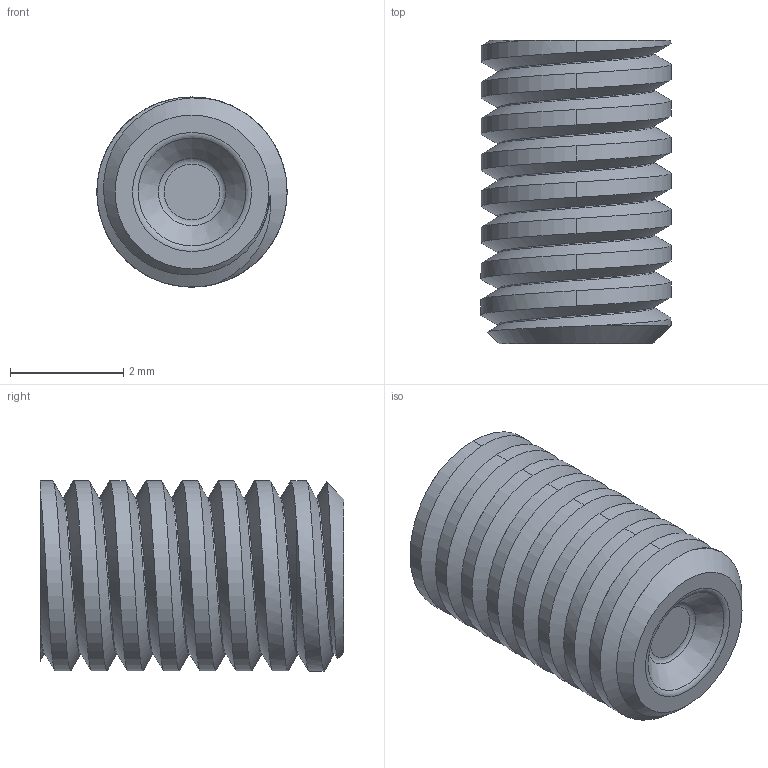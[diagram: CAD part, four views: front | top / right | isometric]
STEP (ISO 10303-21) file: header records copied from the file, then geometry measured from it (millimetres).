
FILE_DESCRIPTION(/* description */ (''),/* implementation_level */ '2;1');
FILE_NAME(/* name */ 'setscrew M5_v3.step',/* time_stamp */ '2025-03-29T15:18:23+01:00',/* author */ (''),/* organization */ (''),/* preprocessor_version */ 'ST-DEVELOPER v20.1',/* originating_system */ 'Autodesk Translation Framework v14.4.0.0',/* authorisation */ '');
FILE_SCHEMA (('AUTOMOTIVE_DESIGN { 1 0 10303 214 3 1 1 }'));
Length unit declared in the file: millimetre
Products named in the file (2): setscrew M5; Component3
Assembly tree (1 placements, depth 2):
  setscrew M5
    Component3
Bounding box: 3.36 x 5.36 x 3.36 mm (x, y, z)
Volume: 33.5 mm3; surface area: 109.9 mm2
Topology: 1 solids, 1 shells, 47 faces, 114 edges, 71 vertices
Faces by surface type: cylinder 21, plane 10, torus 8, bspline 6, cone 2
Full cylindrical faces by diameter (mm): 3.36 x7
Entity records: 5312 total; most frequent: CARTESIAN_POINT 4231, ORIENTED_EDGE 228, DIRECTION 210, EDGE_CURVE 114, AXIS2_PLACEMENT_3D 85, VERTEX_POINT 71, EDGE_LOOP 49, FACE_OUTER_BOUND 47
